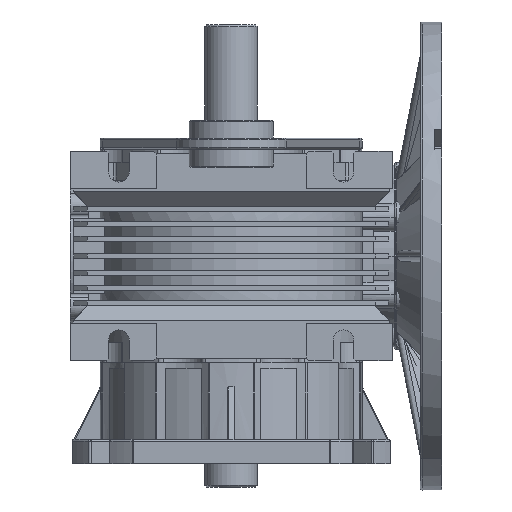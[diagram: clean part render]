
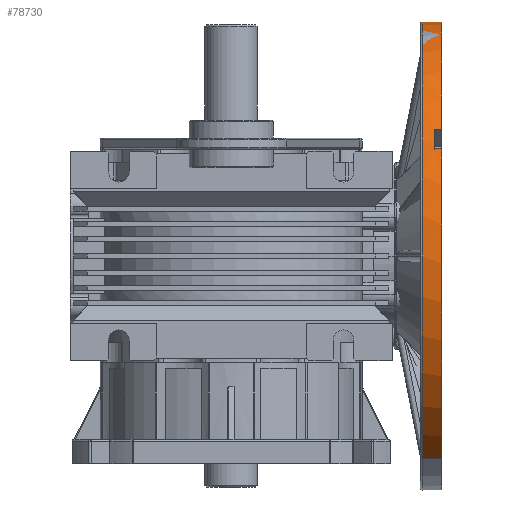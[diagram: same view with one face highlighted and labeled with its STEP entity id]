
A CAD part, front view. The second image highlights one B-rep face of the part: STEP entity #78730.
In plain terms, the highlighted cylindrical face has radius 125 mm (diameter 250 mm), a partial arc.
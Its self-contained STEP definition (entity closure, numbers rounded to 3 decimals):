
#27218 = CARTESIAN_POINT ( 'NONE',  ( 125., 0., 10.5 ) ) ;
#27219 = CARTESIAN_POINT ( 'NONE',  ( -125., 0., 10.5 ) ) ;
#27341 = CARTESIAN_POINT ( 'NONE',  ( 125., 0., 0. ) ) ;
#27342 = DIRECTION ( 'NONE',  ( 0., 0., -1. ) ) ;
#27343 = VECTOR ( 'NONE', #27342, 1000. ) ;
#27344 = CARTESIAN_POINT ( 'NONE',  ( 125., 0., 11.5 ) ) ;
#27345 = LINE ( 'NONE', #27344, #27343 ) ;
#27493 = DIRECTION ( 'NONE',  ( 0., 0., -1. ) ) ;
#27494 = VECTOR ( 'NONE', #27493, 1000. ) ;
#27495 = CARTESIAN_POINT ( 'NONE',  ( -125., 0., 11.5 ) ) ;
#27496 = LINE ( 'NONE', #27495, #27494 ) ;
#27497 = CARTESIAN_POINT ( 'NONE',  ( -125., 0., 0. ) ) ;
#28185 = DIRECTION ( 'NONE',  ( 1., 0., 0. ) ) ;
#28186 = DIRECTION ( 'NONE',  ( 0., 0., 1. ) ) ;
#28187 = CARTESIAN_POINT ( 'NONE',  ( 0., 0., 0. ) ) ;
#28188 = AXIS2_PLACEMENT_3D ( 'NONE', #28187, #28186, #28185 ) ;
#28189 = CIRCLE ( 'NONE', #28188, 125. ) ;
#28271 = DIRECTION ( 'NONE',  ( 1., 0., 0. ) ) ;
#28272 = DIRECTION ( 'NONE',  ( 0., 0., 1. ) ) ;
#28273 = CARTESIAN_POINT ( 'NONE',  ( 0., 0., 0. ) ) ;
#28274 = AXIS2_PLACEMENT_3D ( 'NONE', #28273, #28272, #28271 ) ;
#28275 = CIRCLE ( 'NONE', #28274, 125. ) ;
#28277 = CARTESIAN_POINT ( 'NONE',  ( -6., -124.856, 0. ) ) ;
#28292 = CARTESIAN_POINT ( 'NONE',  ( 6., -124.856, 0. ) ) ;
#28704 = CYLINDRICAL_SURFACE ( 'NONE', #28765, 125. ) ;
#28720 = FACE_OUTER_BOUND ( 'NONE', #78653, .T. ) ;
#28732 = CARTESIAN_POINT ( 'NONE',  ( 6., -124.856, 4. ) ) ;
#28733 = DIRECTION ( 'NONE',  ( -1., 0., 0. ) ) ;
#28734 = DIRECTION ( 'NONE',  ( 0., 0., -1. ) ) ;
#28735 = CARTESIAN_POINT ( 'NONE',  ( 0., 0., 4. ) ) ;
#28736 = AXIS2_PLACEMENT_3D ( 'NONE', #28735, #28734, #28733 ) ;
#28737 = CIRCLE ( 'NONE', #28736, 125. ) ;
#28738 = CARTESIAN_POINT ( 'NONE',  ( -6., -124.856, 4. ) ) ;
#28739 = DIRECTION ( 'NONE',  ( 0., 0., 1. ) ) ;
#28740 = VECTOR ( 'NONE', #28739, 1000. ) ;
#28741 = CARTESIAN_POINT ( 'NONE',  ( -6., -124.856, 11.5 ) ) ;
#28742 = LINE ( 'NONE', #28741, #28740 ) ;
#28744 = DIRECTION ( 'NONE',  ( 1., 0., 0. ) ) ;
#28745 = DIRECTION ( 'NONE',  ( 0., 0., -1. ) ) ;
#28746 = CARTESIAN_POINT ( 'NONE',  ( 0., 0., 10.5 ) ) ;
#28747 = AXIS2_PLACEMENT_3D ( 'NONE', #28746, #28745, #28744 ) ;
#28748 = CIRCLE ( 'NONE', #28747, 125. ) ;
#28762 = DIRECTION ( 'NONE',  ( -1., 0., 0. ) ) ;
#28763 = DIRECTION ( 'NONE',  ( 0., 0., -1. ) ) ;
#28764 = CARTESIAN_POINT ( 'NONE',  ( 0., 0., 11.5 ) ) ;
#28765 = AXIS2_PLACEMENT_3D ( 'NONE', #28764, #28763, #28762 ) ;
#28853 = DIRECTION ( 'NONE',  ( 0., 0., -1. ) ) ;
#28854 = VECTOR ( 'NONE', #28853, 1000. ) ;
#28855 = CARTESIAN_POINT ( 'NONE',  ( 6., -124.856, 11.5 ) ) ;
#28859 = LINE ( 'NONE', #28855, #28854 ) ;
#77713 = VERTEX_POINT ( 'NONE', #27219 ) ;
#77714 = VERTEX_POINT ( 'NONE', #27218 ) ;
#77774 = EDGE_CURVE ( 'NONE', #77714, #77776, #27345, .T. ) ;
#77776 = VERTEX_POINT ( 'NONE', #27341 ) ;
#77875 = VERTEX_POINT ( 'NONE', #27497 ) ;
#77878 = EDGE_CURVE ( 'NONE', #77713, #77875, #27496, .T. ) ;
#78300 = EDGE_CURVE ( 'NONE', #78394, #77776, #28189, .T. ) ;
#78394 = VERTEX_POINT ( 'NONE', #28292 ) ;
#78406 = VERTEX_POINT ( 'NONE', #28277 ) ;
#78408 = EDGE_CURVE ( 'NONE', #77875, #78406, #28275, .T. ) ;
#78653 = EDGE_LOOP ( 'NONE', ( #78734, #78739, #78746, #78748, #78751, #78757, #78761, #78843 ) ) ;
#78730 = ADVANCED_FACE ( 'NONE', ( #28720 ), #28704, .T. ) ;
#78734 = ORIENTED_EDGE ( 'NONE', *, *, #77774, .F. ) ;
#78739 = ORIENTED_EDGE ( 'NONE', *, *, #78742, .T. ) ;
#78742 = EDGE_CURVE ( 'NONE', #77714, #77713, #28748, .T. ) ;
#78746 = ORIENTED_EDGE ( 'NONE', *, *, #77878, .T. ) ;
#78748 = ORIENTED_EDGE ( 'NONE', *, *, #78408, .T. ) ;
#78751 = ORIENTED_EDGE ( 'NONE', *, *, #78755, .T. ) ;
#78755 = EDGE_CURVE ( 'NONE', #78406, #78756, #28742, .T. ) ;
#78756 = VERTEX_POINT ( 'NONE', #28738 ) ;
#78757 = ORIENTED_EDGE ( 'NONE', *, *, #78758, .F. ) ;
#78758 = EDGE_CURVE ( 'NONE', #78759, #78756, #28737, .T. ) ;
#78759 = VERTEX_POINT ( 'NONE', #28732 ) ;
#78761 = ORIENTED_EDGE ( 'NONE', *, *, #78841, .T. ) ;
#78841 = EDGE_CURVE ( 'NONE', #78759, #78394, #28859, .T. ) ;
#78843 = ORIENTED_EDGE ( 'NONE', *, *, #78300, .T. ) ;
